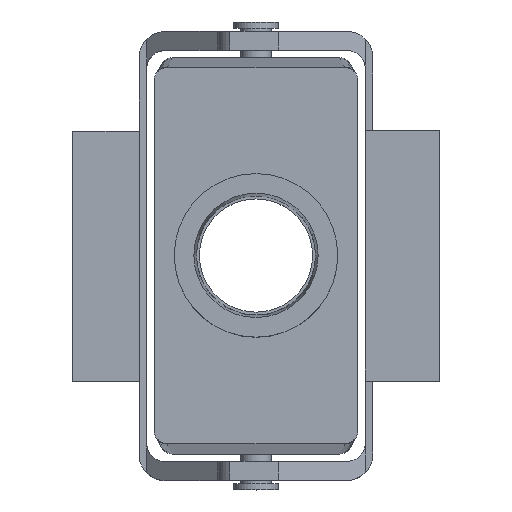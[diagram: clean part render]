
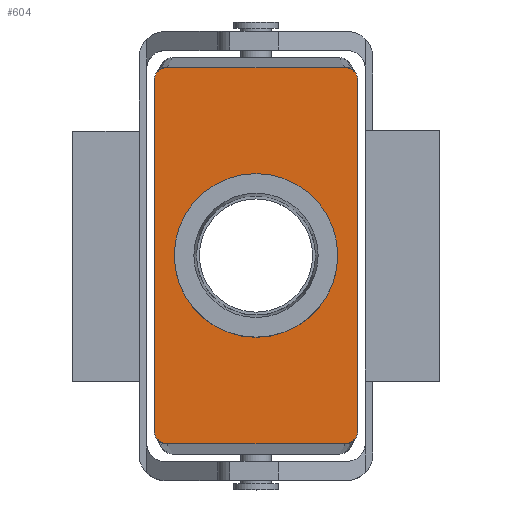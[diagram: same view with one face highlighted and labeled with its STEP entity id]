
A CAD part, top view. The second image highlights one B-rep face of the part: STEP entity #604.
In plain terms, the highlighted planar face has unit normal (0, 0, 1).
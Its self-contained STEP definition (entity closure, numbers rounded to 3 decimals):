
#604 = ADVANCED_FACE( '', ( #1221, #1222 ), #1223, .F. );
#1221 = FACE_BOUND( '', #2125, .T. );
#1222 = FACE_OUTER_BOUND( '', #2126, .T. );
#1223 = PLANE( '', #2127 );
#2125 = EDGE_LOOP( '', ( #3844 ) );
#2126 = EDGE_LOOP( '', ( #3845, #3846, #3847, #3848, #3849, #3850, #3851, #3852 ) );
#2127 = AXIS2_PLACEMENT_3D( '', #3853, #3854, #3855 );
#3844 = ORIENTED_EDGE( '', *, *, #4358, .T. );
#3845 = ORIENTED_EDGE( '', *, *, #4025, .F. );
#3846 = ORIENTED_EDGE( '', *, *, #4434, .T. );
#3847 = ORIENTED_EDGE( '', *, *, #4439, .T. );
#3848 = ORIENTED_EDGE( '', *, *, #4152, .F. );
#3849 = ORIENTED_EDGE( '', *, *, #3934, .T. );
#3850 = ORIENTED_EDGE( '', *, *, #4321, .T. );
#3851 = ORIENTED_EDGE( '', *, *, #3939, .F. );
#3852 = ORIENTED_EDGE( '', *, *, #4498, .F. );
#3853 = CARTESIAN_POINT( '', ( -16.2, 31.5, 48. ) );
#3854 = DIRECTION( '', ( 0., 0., -1. ) );
#3855 = DIRECTION( '', ( -1., 0., 0. ) );
#3934 = EDGE_CURVE( '', #4641, #4639, #4642, .T. );
#3939 = EDGE_CURVE( '', #4648, #4650, #4651, .T. );
#4025 = EDGE_CURVE( '', #4795, #4797, #4798, .T. );
#4152 = EDGE_CURVE( '', #4641, #4990, #4991, .T. );
#4321 = EDGE_CURVE( '', #4639, #4650, #5240, .T. );
#4358 = EDGE_CURVE( '', #5288, #5288, #5289, .T. );
#4434 = EDGE_CURVE( '', #4795, #5379, #5380, .T. );
#4439 = EDGE_CURVE( '', #5379, #4990, #5385, .T. );
#4498 = EDGE_CURVE( '', #4797, #4648, #5447, .T. );
#4639 = VERTEX_POINT( '', #5653 );
#4641 = VERTEX_POINT( '', #5658 );
#4642 = LINE( '', #5659, #5660 );
#4648 = VERTEX_POINT( '', #5670 );
#4650 = VERTEX_POINT( '', #5675 );
#4651 = LINE( '', #5676, #5677 );
#4795 = VERTEX_POINT( '', #5930 );
#4797 = VERTEX_POINT( '', #5935 );
#4798 = LINE( '', #5936, #5937 );
#4990 = VERTEX_POINT( '', #6299 );
#4991 = B_SPLINE_CURVE_WITH_KNOTS( '', 3, ( #6300, #6301, #6302, #6303, #6304, #6305, #6306, #6307, #6308, #6309, #6310, #6311, #6312, #6313 ), .UNSPECIFIED., .F., .F., ( 4, 2, 2, 2, 2, 2, 4 ), ( 0., 0., 0.001, 0.001, 0.002, 0.002, 0.003 ), .UNSPECIFIED. );
#5240 = B_SPLINE_CURVE_WITH_KNOTS( '', 3, ( #6815, #6816, #6817, #6818, #6819, #6820, #6821, #6822, #6823, #6824, #6825, #6826, #6827, #6828 ), .UNSPECIFIED., .F., .F., ( 4, 2, 2, 2, 2, 2, 4 ), ( 0., 0., 0.001, 0.001, 0.002, 0.002, 0.003 ), .UNSPECIFIED. );
#5288 = VERTEX_POINT( '', #6950 );
#5289 = CIRCLE( '', #6951, 13. );
#5379 = VERTEX_POINT( '', #7082 );
#5380 = B_SPLINE_CURVE_WITH_KNOTS( '', 3, ( #7083, #7084, #7085, #7086, #7087, #7088, #7089, #7090, #7091, #7092, #7093, #7094, #7095, #7096 ), .UNSPECIFIED., .F., .F., ( 4, 2, 2, 2, 2, 2, 4 ), ( 0., 0., 0.001, 0.001, 0.002, 0.002, 0.003 ), .UNSPECIFIED. );
#5385 = LINE( '', #7107, #7108 );
#5447 = B_SPLINE_CURVE_WITH_KNOTS( '', 3, ( #7192, #7193, #7194, #7195, #7196, #7197, #7198, #7199, #7200, #7201, #7202, #7203, #7204, #7205 ), .UNSPECIFIED., .F., .F., ( 4, 2, 2, 2, 2, 2, 4 ), ( 0., 0., 0.001, 0.001, 0.002, 0.002, 0.003 ), .UNSPECIFIED. );
#5653 = CARTESIAN_POINT( '', ( 14.196, -29.886, 48. ) );
#5658 = CARTESIAN_POINT( '', ( -14.196, -29.886, 48. ) );
#5659 = CARTESIAN_POINT( '', ( -59.655, -29.886, 48. ) );
#5660 = VECTOR( '', #7284, 1000. );
#5670 = CARTESIAN_POINT( '', ( 16.2, 27.88, 48. ) );
#5675 = CARTESIAN_POINT( '', ( 16.2, -27.88, 48. ) );
#5676 = CARTESIAN_POINT( '', ( 16.2, 31.5, 48. ) );
#5677 = VECTOR( '', #7286, 1000. );
#5930 = CARTESIAN_POINT( '', ( -14.196, 29.886, 48. ) );
#5935 = CARTESIAN_POINT( '', ( 14.196, 29.886, 48. ) );
#5936 = CARTESIAN_POINT( '', ( -59.655, 29.886, 48. ) );
#5937 = VECTOR( '', #7363, 1000. );
#6299 = CARTESIAN_POINT( '', ( -16.2, -27.88, 48. ) );
#6300 = CARTESIAN_POINT( '', ( -14.196, -29.886, 48. ) );
#6301 = CARTESIAN_POINT( '', ( -14.328, -29.886, 48. ) );
#6302 = CARTESIAN_POINT( '', ( -14.458, -29.873, 48. ) );
#6303 = CARTESIAN_POINT( '', ( -14.715, -29.822, 48. ) );
#6304 = CARTESIAN_POINT( '', ( -14.842, -29.783, 48. ) );
#6305 = CARTESIAN_POINT( '', ( -15.084, -29.683, 48. ) );
#6306 = CARTESIAN_POINT( '', ( -15.199, -29.621, 48. ) );
#6307 = CARTESIAN_POINT( '', ( -15.417, -29.475, 48. ) );
#6308 = CARTESIAN_POINT( '', ( -15.52, -29.391, 48. ) );
#6309 = CARTESIAN_POINT( '', ( -15.797, -29.113, 48. ) );
#6310 = CARTESIAN_POINT( '', ( -15.947, -28.89, 48. ) );
#6311 = CARTESIAN_POINT( '', ( -16.147, -28.408, 48. ) );
#6312 = CARTESIAN_POINT( '', ( -16.2, -28.145, 48. ) );
#6313 = CARTESIAN_POINT( '', ( -16.2, -27.88, 48. ) );
#6815 = CARTESIAN_POINT( '', ( 14.196, -29.886, 48. ) );
#6816 = CARTESIAN_POINT( '', ( 14.328, -29.886, 48. ) );
#6817 = CARTESIAN_POINT( '', ( 14.458, -29.873, 48. ) );
#6818 = CARTESIAN_POINT( '', ( 14.715, -29.822, 48. ) );
#6819 = CARTESIAN_POINT( '', ( 14.842, -29.783, 48. ) );
#6820 = CARTESIAN_POINT( '', ( 15.084, -29.683, 48. ) );
#6821 = CARTESIAN_POINT( '', ( 15.199, -29.621, 48. ) );
#6822 = CARTESIAN_POINT( '', ( 15.417, -29.475, 48. ) );
#6823 = CARTESIAN_POINT( '', ( 15.52, -29.391, 48. ) );
#6824 = CARTESIAN_POINT( '', ( 15.797, -29.113, 48. ) );
#6825 = CARTESIAN_POINT( '', ( 15.947, -28.89, 48. ) );
#6826 = CARTESIAN_POINT( '', ( 16.147, -28.408, 48. ) );
#6827 = CARTESIAN_POINT( '', ( 16.2, -28.145, 48. ) );
#6828 = CARTESIAN_POINT( '', ( 16.2, -27.88, 48. ) );
#6950 = CARTESIAN_POINT( '', ( 0., -13., 48. ) );
#6951 = AXIS2_PLACEMENT_3D( '', #7646, #7647, #7648 );
#7082 = CARTESIAN_POINT( '', ( -16.2, 27.88, 48. ) );
#7083 = CARTESIAN_POINT( '', ( -14.196, 29.886, 48. ) );
#7084 = CARTESIAN_POINT( '', ( -14.328, 29.886, 48. ) );
#7085 = CARTESIAN_POINT( '', ( -14.458, 29.873, 48. ) );
#7086 = CARTESIAN_POINT( '', ( -14.715, 29.822, 48. ) );
#7087 = CARTESIAN_POINT( '', ( -14.842, 29.783, 48. ) );
#7088 = CARTESIAN_POINT( '', ( -15.084, 29.683, 48. ) );
#7089 = CARTESIAN_POINT( '', ( -15.199, 29.621, 48. ) );
#7090 = CARTESIAN_POINT( '', ( -15.417, 29.475, 48. ) );
#7091 = CARTESIAN_POINT( '', ( -15.52, 29.391, 48. ) );
#7092 = CARTESIAN_POINT( '', ( -15.797, 29.113, 48. ) );
#7093 = CARTESIAN_POINT( '', ( -15.947, 28.89, 48. ) );
#7094 = CARTESIAN_POINT( '', ( -16.147, 28.408, 48. ) );
#7095 = CARTESIAN_POINT( '', ( -16.2, 28.145, 48. ) );
#7096 = CARTESIAN_POINT( '', ( -16.2, 27.88, 48. ) );
#7107 = CARTESIAN_POINT( '', ( -16.2, 31.5, 48. ) );
#7108 = VECTOR( '', #7702, 1000. );
#7192 = CARTESIAN_POINT( '', ( 14.196, 29.886, 48. ) );
#7193 = CARTESIAN_POINT( '', ( 14.328, 29.886, 48. ) );
#7194 = CARTESIAN_POINT( '', ( 14.458, 29.873, 48. ) );
#7195 = CARTESIAN_POINT( '', ( 14.715, 29.822, 48. ) );
#7196 = CARTESIAN_POINT( '', ( 14.842, 29.783, 48. ) );
#7197 = CARTESIAN_POINT( '', ( 15.084, 29.683, 48. ) );
#7198 = CARTESIAN_POINT( '', ( 15.199, 29.621, 48. ) );
#7199 = CARTESIAN_POINT( '', ( 15.417, 29.475, 48. ) );
#7200 = CARTESIAN_POINT( '', ( 15.52, 29.391, 48. ) );
#7201 = CARTESIAN_POINT( '', ( 15.797, 29.113, 48. ) );
#7202 = CARTESIAN_POINT( '', ( 15.947, 28.89, 48. ) );
#7203 = CARTESIAN_POINT( '', ( 16.147, 28.408, 48. ) );
#7204 = CARTESIAN_POINT( '', ( 16.2, 28.145, 48. ) );
#7205 = CARTESIAN_POINT( '', ( 16.2, 27.88, 48. ) );
#7284 = DIRECTION( '', ( 1., 0., 0. ) );
#7286 = DIRECTION( '', ( 0., -1., 0. ) );
#7363 = DIRECTION( '', ( 1., 0., 0. ) );
#7646 = CARTESIAN_POINT( '', ( 0., 0., 48. ) );
#7647 = DIRECTION( '', ( 0., 0., -1. ) );
#7648 = DIRECTION( '', ( 0., -1., 0. ) );
#7702 = DIRECTION( '', ( 0., -1., 0. ) );
